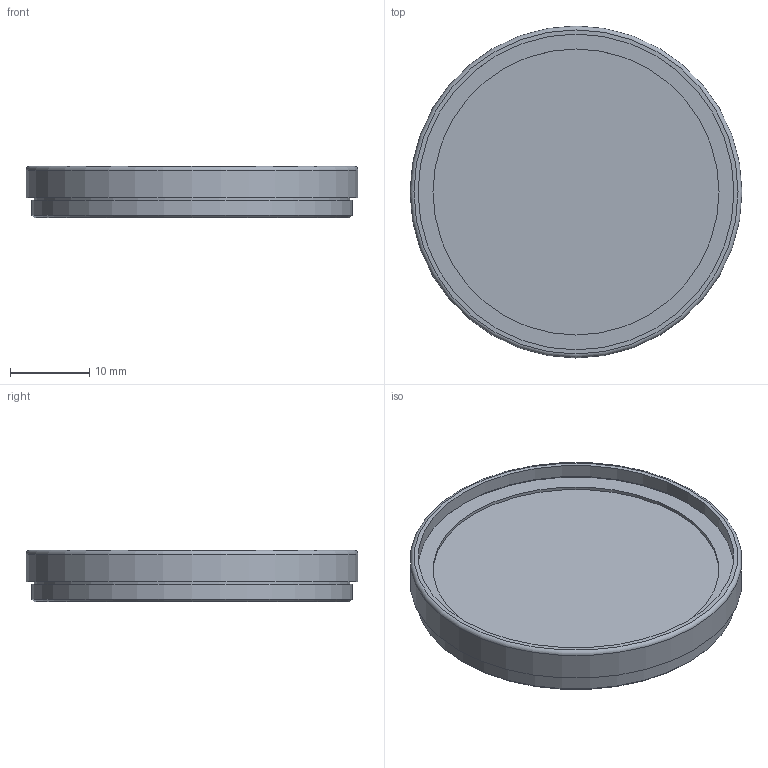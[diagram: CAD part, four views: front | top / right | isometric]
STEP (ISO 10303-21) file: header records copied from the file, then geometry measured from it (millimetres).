
FILE_DESCRIPTION(/* description */ (''),/* implementation_level */ '2;1');
FILE_NAME(/* name */ 'Farbfilter_Gelb_M40,5x0,5.stp',/* time_stamp */ '2021-05-27T09:40:22+02:00',/* author */ (''),/* organization */ (''),/* preprocessor_version */ 'ST-DEVELOPER v16.5',/* originating_system */ 'Autodesk Inventor 2017',/* authorisation */ '');
FILE_SCHEMA (('AUTOMOTIVE_DESIGN { 1 0 10303 214 3 1 1 }'));
Length unit declared in the file: millimetre
Products named in the file (1): Farbfilter_Gelb_M40,5x0,5
Bounding box: 42 x 42 x 6.5 mm (x, y, z)
Volume: 3578.6 mm3; surface area: 4843.5 mm2
Topology: 1 solids, 2 shells, 30 faces, 49 edges, 32 vertices
Faces by surface type: plane 13, cylinder 12, cone 4, torus 1
Full cylindrical faces by diameter (mm): 35.7 x1, 36.2 x1, 37.6 x1, 37.959 x2, 38.05 x1, 38.559 x1, 39.9 x1, 39.959 x1, 40.5 x1, 40.559 x1, 42 x1
Entity records: 670 total; most frequent: DIRECTION 120, CARTESIAN_POINT 89, AXIS2_PLACEMENT_3D 60, EDGE_LOOP 58, ORIENTED_EDGE 58, STYLED_ITEM 31, FACE_OUTER_BOUND 30, ADVANCED_FACE 30
